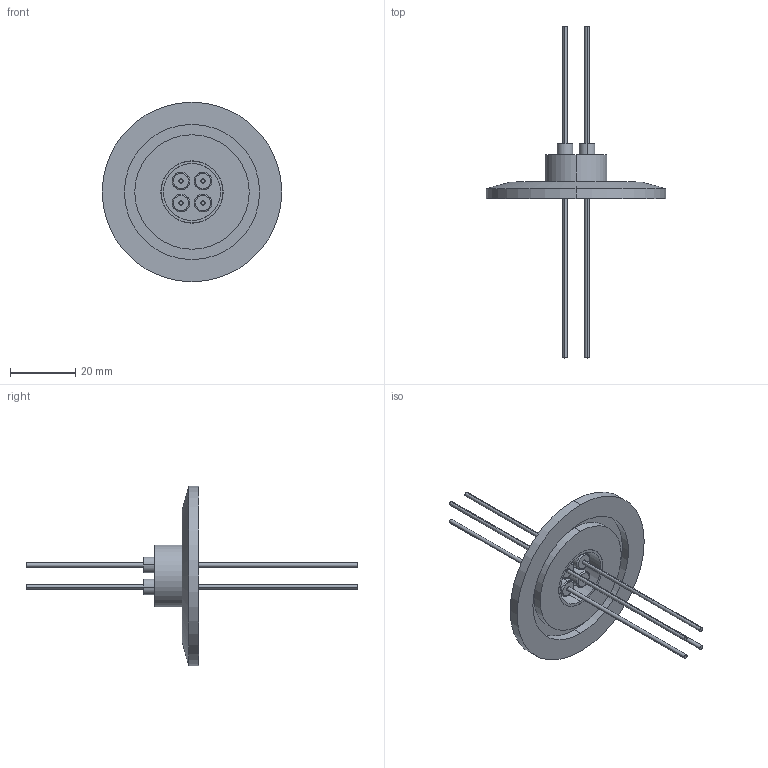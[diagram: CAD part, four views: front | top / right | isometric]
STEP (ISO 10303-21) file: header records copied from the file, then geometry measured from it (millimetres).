
FILE_DESCRIPTION (( 'STEP AP214' ), '1' );
FILE_NAME ('120XST040-1-20-4.step', '2017-07-10T09:35:18', ( 'install' ), ( '' ), 'SwSTEP 2.0', 'SolidWorks 2015', '' );
FILE_SCHEMA (( 'AUTOMOTIVE_DESIGN' ));
Length unit declared in the file: inch
Products named in the file (1): 120XST040-1-20-4
Bounding box: 54.99 x 101.6 x 54.99 mm (x, y, z)
Surface area: 10389.4 mm2 (no closed solid volume)
Topology: 0 solids, 15 shells, 73 faces, 172 edges, 122 vertices
Faces by surface type: cylinder 40, plane 23, torus 8, cone 2
Entity records: 3397 total; most frequent: CARTESIAN_POINT 1608, DIRECTION 366, ORIENTED_EDGE 302, EDGE_CURVE 172, AXIS2_PLACEMENT_3D 162, VERTEX_POINT 122, EDGE_LOOP 91, CIRCLE 88
